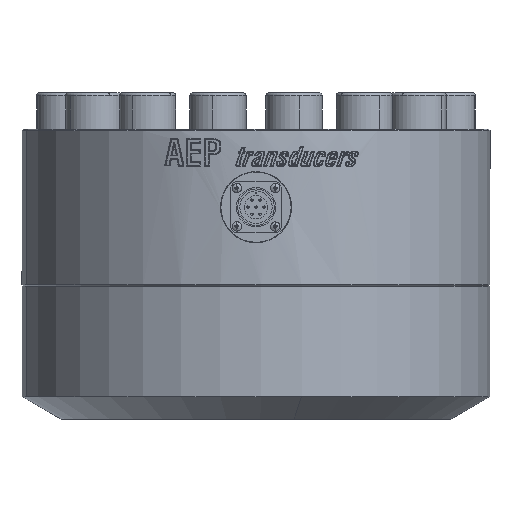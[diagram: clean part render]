
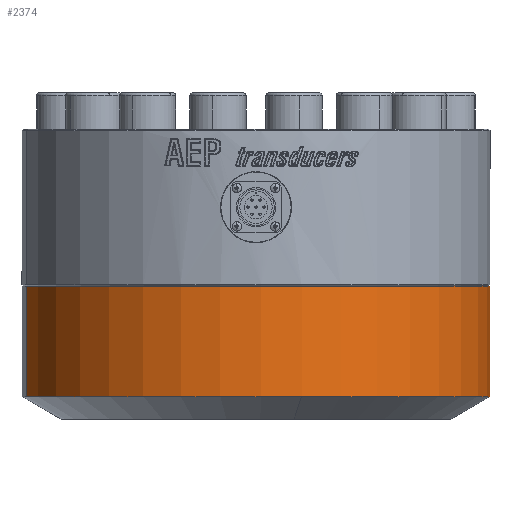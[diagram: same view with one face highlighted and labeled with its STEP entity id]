
A CAD part, front view. The second image highlights one B-rep face of the part: STEP entity #2374.
In plain terms, the highlighted cylindrical face has radius 150 mm (diameter 300 mm), a partial arc.
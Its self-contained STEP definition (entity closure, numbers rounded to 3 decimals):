
#2374=ADVANCED_FACE('',(#5068),#5069,.T.);
#5068=FACE_OUTER_BOUND('',#11248,.T.);
#5069=CYLINDRICAL_SURFACE('',#11249,150.0);
#11248=EDGE_LOOP('',(#19332,#19333,#19334,#19335,#19336));
#11249=AXIS2_PLACEMENT_3D('',#19337,#19338,#19339);
#19332=ORIENTED_EDGE('',*,*,#23876,.F.);
#19333=ORIENTED_EDGE('',*,*,#24890,.F.);
#19334=ORIENTED_EDGE('',*,*,#23879,.F.);
#19335=ORIENTED_EDGE('',*,*,#24565,.T.);
#19336=ORIENTED_EDGE('',*,*,#24289,.T.);
#19337=CARTESIAN_POINT('',(353.838,210.289,0.001));
#19338=DIRECTION('',(-1.0,0.,0.));
#19339=DIRECTION('',(0.,0.195,-0.981));
#23876=EDGE_CURVE('',#28188,#28189,#28190,.T.);
#23879=EDGE_CURVE('',#28193,#28195,#28196,.T.);
#24289=EDGE_CURVE('',#28823,#28189,#28824,.T.);
#24565=EDGE_CURVE('7:25558',#28193,#28823,#29241,.T.);
#24890=EDGE_CURVE('',#28195,#28188,#29718,.T.);
#28188=VERTEX_POINT('',#36011);
#28189=VERTEX_POINT('',#36012);
#28190=LINE('',#36013,#36014);
#28193=VERTEX_POINT('',#36017);
#28195=VERTEX_POINT('',#36019);
#28196=LINE('',#36020,#36021);
#28823=VERTEX_POINT('',#37427);
#28824=CIRCLE('',#37428,150.0);
#29241=CIRCLE('',#38285,150.0);
#29718=CIRCLE('',#39426,150.0);
#36011=CARTESIAN_POINT('',(353.838,239.553,-147.117));
#36012=CARTESIAN_POINT('',(283.272,239.553,-147.117));
#36013=CARTESIAN_POINT('',(353.838,239.553,-147.117));
#36014=VECTOR('',#44505,1.0);
#36017=CARTESIAN_POINT('',(283.272,181.025,147.119));
#36019=CARTESIAN_POINT('',(353.838,181.025,147.119));
#36020=CARTESIAN_POINT('',(353.838,181.025,147.119));
#36021=VECTOR('',#44512,1.0);
#37427=CARTESIAN_POINT('',(283.272,63.171,-29.263));
#37428=AXIS2_PLACEMENT_3D('',#45035,#45036,#45037);
#38285=AXIS2_PLACEMENT_3D('',#45354,#45355,#45356);
#39426=AXIS2_PLACEMENT_3D('',#45719,#45720,#45721);
#44505=DIRECTION('',(-1.0,0.,0.));
#44512=DIRECTION('',(1.0,0.,0.));
#45035=CARTESIAN_POINT('',(283.272,210.289,0.001));
#45036=DIRECTION('',(1.0,0.,0.));
#45037=DIRECTION('',(0.,0.195,-0.981));
#45354=CARTESIAN_POINT('',(283.272,210.289,0.001));
#45355=DIRECTION('',(1.0,0.,0.));
#45356=DIRECTION('',(0.,0.195,-0.981));
#45719=CARTESIAN_POINT('',(353.838,210.289,0.001));
#45720=DIRECTION('',(1.0,0.,0.));
#45721=DIRECTION('',(0.,0.195,-0.981));
